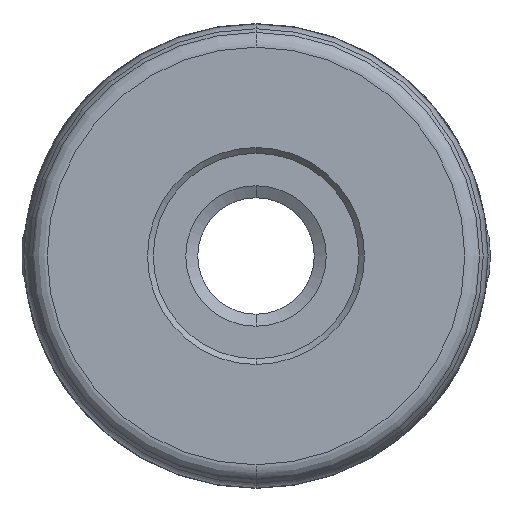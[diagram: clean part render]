
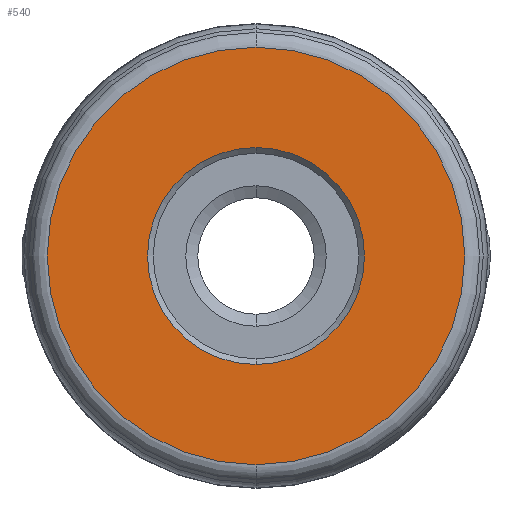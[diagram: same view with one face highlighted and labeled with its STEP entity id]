
A CAD part, front view. The second image highlights one B-rep face of the part: STEP entity #540.
In plain terms, the highlighted planar face has unit normal (0, -1, 0).
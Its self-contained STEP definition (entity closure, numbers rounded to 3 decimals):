
#49 = CIRCLE ( 'NONE', #173, 9.5 ) ;
#101 = PLANE ( 'NONE',  #676 ) ;
#108 = DIRECTION ( 'NONE',  ( 0., 0., 1. ) ) ;
#153 = ORIENTED_EDGE ( 'NONE', *, *, #1548, .T. ) ;
#173 = AXIS2_PLACEMENT_3D ( 'NONE', #1224, #1788, #454 ) ;
#248 = DIRECTION ( 'NONE',  ( 0., 1., 0. ) ) ;
#454 = DIRECTION ( 'NONE',  ( 0., 0., 1. ) ) ;
#540 = ADVANCED_FACE ( 'NONE', ( #1516, #1932 ), #101, .F. ) ;
#570 = DIRECTION ( 'NONE',  ( 0., 0., 1. ) ) ;
#582 = EDGE_LOOP ( 'NONE', ( #153, #847 ) ) ;
#585 = CIRCLE ( 'NONE', #1077, 18.279 ) ;
#638 = CARTESIAN_POINT ( 'NONE',  ( 0., -21.5, -18.279 ) ) ;
#672 = CARTESIAN_POINT ( 'NONE',  ( 0., -21.5, 0. ) ) ;
#676 = AXIS2_PLACEMENT_3D ( 'NONE', #1153, #248, #570 ) ;
#684 = DIRECTION ( 'NONE',  ( 0., 0., 1. ) ) ;
#713 = VERTEX_POINT ( 'NONE', #638 ) ;
#741 = CARTESIAN_POINT ( 'NONE',  ( 0., -21.5, 18.279 ) ) ;
#764 = CARTESIAN_POINT ( 'NONE',  ( 0., -21.5, -9.5 ) ) ;
#797 = EDGE_CURVE ( 'NONE', #1892, #713, #585, .T. ) ;
#820 = CIRCLE ( 'NONE', #1231, 9.5 ) ;
#830 = VERTEX_POINT ( 'NONE', #839 ) ;
#839 = CARTESIAN_POINT ( 'NONE',  ( 0., -21.5, 9.5 ) ) ;
#847 = ORIENTED_EDGE ( 'NONE', *, *, #1802, .T. ) ;
#989 = CARTESIAN_POINT ( 'NONE',  ( 0., -21.5, 0. ) ) ;
#1077 = AXIS2_PLACEMENT_3D ( 'NONE', #672, #1881, #684 ) ;
#1153 = CARTESIAN_POINT ( 'NONE',  ( 18.279, -21.5, 0. ) ) ;
#1224 = CARTESIAN_POINT ( 'NONE',  ( 0., -21.5, 0. ) ) ;
#1231 = AXIS2_PLACEMENT_3D ( 'NONE', #989, #1783, #108 ) ;
#1264 = ORIENTED_EDGE ( 'NONE', *, *, #797, .F. ) ;
#1276 = EDGE_CURVE ( 'NONE', #713, #1892, #1418, .T. ) ;
#1369 = DIRECTION ( 'NONE',  ( 0., 1., 0. ) ) ;
#1418 = CIRCLE ( 'NONE', #1635, 18.279 ) ;
#1503 = VERTEX_POINT ( 'NONE', #764 ) ;
#1514 = DIRECTION ( 'NONE',  ( 0., 0., 1. ) ) ;
#1516 = FACE_OUTER_BOUND ( 'NONE', #1616, .T. ) ;
#1518 = ORIENTED_EDGE ( 'NONE', *, *, #1276, .F. ) ;
#1548 = EDGE_CURVE ( 'NONE', #1503, #830, #49, .T. ) ;
#1616 = EDGE_LOOP ( 'NONE', ( #1264, #1518 ) ) ;
#1635 = AXIS2_PLACEMENT_3D ( 'NONE', #1817, #1369, #1514 ) ;
#1783 = DIRECTION ( 'NONE',  ( 0., 1., 0. ) ) ;
#1788 = DIRECTION ( 'NONE',  ( 0., 1., 0. ) ) ;
#1802 = EDGE_CURVE ( 'NONE', #830, #1503, #820, .T. ) ;
#1817 = CARTESIAN_POINT ( 'NONE',  ( 0., -21.5, 0. ) ) ;
#1881 = DIRECTION ( 'NONE',  ( 0., 1., 0. ) ) ;
#1892 = VERTEX_POINT ( 'NONE', #741 ) ;
#1932 = FACE_BOUND ( 'NONE', #582, .T. ) ;
